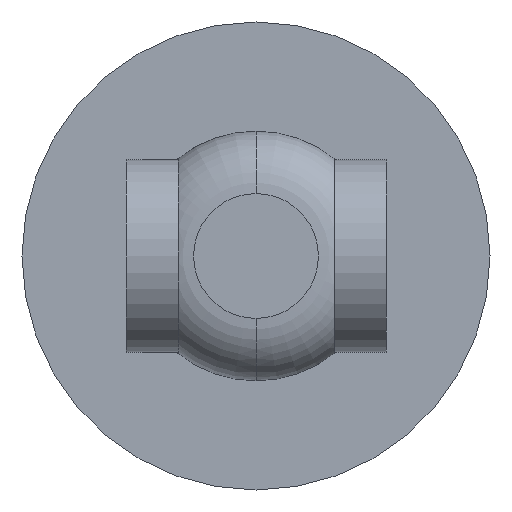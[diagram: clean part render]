
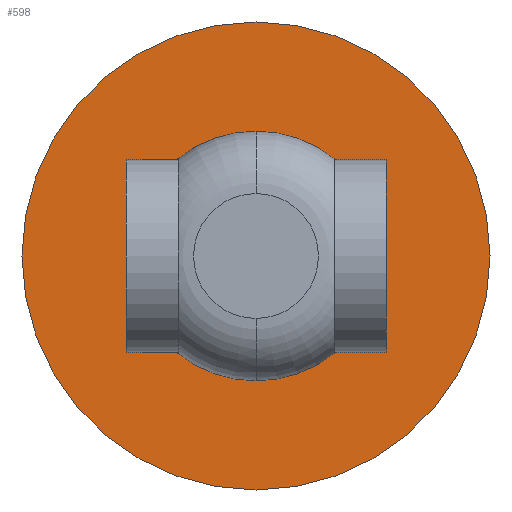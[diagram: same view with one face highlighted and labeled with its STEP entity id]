
A CAD part, front view. The second image highlights one B-rep face of the part: STEP entity #598.
In plain terms, the highlighted planar face has unit normal (0, -1, 0).
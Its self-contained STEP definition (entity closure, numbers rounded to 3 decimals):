
#4 = EDGE_CURVE ( 'NONE', #503, #447, #278, .T. ) ;
#17 = CARTESIAN_POINT ( 'NONE',  ( 0., 0., -22.5 ) ) ;
#23 = EDGE_CURVE ( 'NONE', #447, #503, #416, .T. ) ;
#49 = CARTESIAN_POINT ( 'NONE',  ( 0., 0., 0. ) ) ;
#54 = PLANE ( 'NONE',  #95 ) ;
#95 = AXIS2_PLACEMENT_3D ( 'NONE', #767, #114, #697 ) ;
#98 = DIRECTION ( 'NONE',  ( 0., 1., 0. ) ) ;
#100 = VERTEX_POINT ( 'NONE', #17 ) ;
#114 = DIRECTION ( 'NONE',  ( 0., 1., 0. ) ) ;
#136 = AXIS2_PLACEMENT_3D ( 'NONE', #461, #719, #322 ) ;
#156 = CARTESIAN_POINT ( 'NONE',  ( 0., 0., 12. ) ) ;
#166 = EDGE_CURVE ( 'NONE', #739, #100, #668, .T. ) ;
#181 = DIRECTION ( 'NONE',  ( 0., 1., 0. ) ) ;
#232 = FACE_BOUND ( 'NONE', #825, .T. ) ;
#261 = CARTESIAN_POINT ( 'NONE',  ( 0., 0., 0. ) ) ;
#278 = CIRCLE ( 'NONE', #396, 12. ) ;
#310 = AXIS2_PLACEMENT_3D ( 'NONE', #623, #98, #476 ) ;
#322 = DIRECTION ( 'NONE',  ( 0., 0., 1. ) ) ;
#331 = ORIENTED_EDGE ( 'NONE', *, *, #166, .F. ) ;
#341 = EDGE_LOOP ( 'NONE', ( #734, #331 ) ) ;
#357 = AXIS2_PLACEMENT_3D ( 'NONE', #49, #181, #505 ) ;
#360 = CIRCLE ( 'NONE', #357, 22.5 ) ;
#391 = DIRECTION ( 'NONE',  ( 0., -1., 0. ) ) ;
#396 = AXIS2_PLACEMENT_3D ( 'NONE', #261, #391, #849 ) ;
#410 = FACE_OUTER_BOUND ( 'NONE', #341, .T. ) ;
#416 = CIRCLE ( 'NONE', #136, 12. ) ;
#447 = VERTEX_POINT ( 'NONE', #156 ) ;
#458 = ORIENTED_EDGE ( 'NONE', *, *, #4, .F. ) ;
#461 = CARTESIAN_POINT ( 'NONE',  ( 0., 0., 0. ) ) ;
#476 = DIRECTION ( 'NONE',  ( 0., 0., 1. ) ) ;
#497 = CARTESIAN_POINT ( 'NONE',  ( 0., 0., -12. ) ) ;
#503 = VERTEX_POINT ( 'NONE', #497 ) ;
#505 = DIRECTION ( 'NONE',  ( 0., 0., 1. ) ) ;
#598 = ADVANCED_FACE ( 'NONE', ( #232, #410 ), #54, .F. ) ;
#606 = EDGE_CURVE ( 'NONE', #100, #739, #360, .T. ) ;
#623 = CARTESIAN_POINT ( 'NONE',  ( 0., 0., 0. ) ) ;
#632 = ORIENTED_EDGE ( 'NONE', *, *, #23, .F. ) ;
#668 = CIRCLE ( 'NONE', #310, 22.5 ) ;
#697 = DIRECTION ( 'NONE',  ( 0., 0., 1. ) ) ;
#716 = CARTESIAN_POINT ( 'NONE',  ( 0., 0., 22.5 ) ) ;
#719 = DIRECTION ( 'NONE',  ( 0., -1., 0. ) ) ;
#734 = ORIENTED_EDGE ( 'NONE', *, *, #606, .F. ) ;
#739 = VERTEX_POINT ( 'NONE', #716 ) ;
#767 = CARTESIAN_POINT ( 'NONE',  ( 0., 0., 0. ) ) ;
#825 = EDGE_LOOP ( 'NONE', ( #632, #458 ) ) ;
#849 = DIRECTION ( 'NONE',  ( 0., 0., 1. ) ) ;
